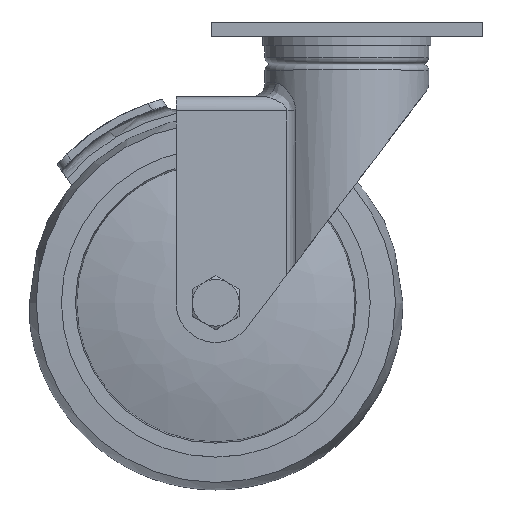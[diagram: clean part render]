
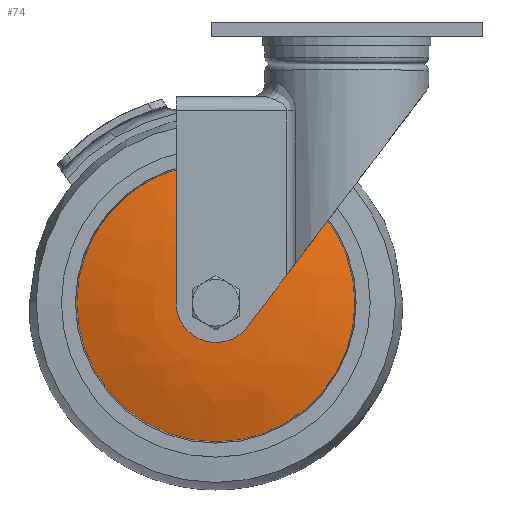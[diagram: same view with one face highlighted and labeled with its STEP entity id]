
A CAD part, top view. The second image highlights one B-rep face of the part: STEP entity #74.
In plain terms, the highlighted free-form (B-spline) face has degree [3, 3] with [4, 7] control points.
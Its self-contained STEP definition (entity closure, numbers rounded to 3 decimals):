
#74=ADVANCED_FACE('',(#253,#254),#255,.T.);
#253=FACE_OUTER_BOUND('',#669,.T.);
#254=FACE_OUTER_BOUND('',#670,.T.);
#255=(B_SPLINE_SURFACE(3,3,((#672,#673,#674,#675,#676,#677,#678),(#679,#680,#681,#682,#683,#684,#685),(#686,#687,#688,#689,#690,#691,#692),(#693,#694,#695,#696,#697,#698,#699)),.UNSPECIFIED.,.F.,.T.,.F.)B_SPLINE_SURFACE_WITH_KNOTS((4,4),(4,3,4),(0.0,6.283),(1.253,1.412,1.571),.UNSPECIFIED.)RATIONAL_B_SPLINE_SURFACE(((1.0,0.333,0.333,1.0,0.333,0.333,1.0),(0.992,0.331,0.331,0.992,0.331,0.331,0.992),(0.992,0.331,0.331,0.992,0.331,0.331,0.992),(1.0,0.333,0.333,1.0,0.333,0.333,1.0)))BOUNDED_SURFACE()REPRESENTATION_ITEM('')GEOMETRIC_REPRESENTATION_ITEM()SURFACE());
#669=EDGE_LOOP('',(#1381));
#670=EDGE_LOOP('',(#1382));
#672=CARTESIAN_POINT('',(-33.338,31.75,353.949));
#673=CARTESIAN_POINT('',(-33.338,47.625,353.949));
#674=CARTESIAN_POINT('',(-49.213,47.625,353.949));
#675=CARTESIAN_POINT('',(-49.213,31.75,353.949));
#676=CARTESIAN_POINT('',(-49.213,15.875,353.949));
#677=CARTESIAN_POINT('',(-33.338,15.875,353.949));
#678=CARTESIAN_POINT('',(-33.338,31.75,353.949));
#679=CARTESIAN_POINT('',(-19.969,31.75,353.949));
#680=CARTESIAN_POINT('',(-19.969,74.363,353.949));
#681=CARTESIAN_POINT('',(-62.581,74.363,353.949));
#682=CARTESIAN_POINT('',(-62.581,31.75,353.949));
#683=CARTESIAN_POINT('',(-62.581,-10.863,353.949));
#684=CARTESIAN_POINT('',(-19.969,-10.863,353.949));
#685=CARTESIAN_POINT('',(-19.969,31.75,353.949));
#686=CARTESIAN_POINT('',(-6.768,31.75,351.836));
#687=CARTESIAN_POINT('',(-6.768,100.765,351.836));
#688=CARTESIAN_POINT('',(-75.782,100.765,351.836));
#689=CARTESIAN_POINT('',(-75.782,31.75,351.836));
#690=CARTESIAN_POINT('',(-75.782,-37.265,351.836));
#691=CARTESIAN_POINT('',(-6.768,-37.265,351.836));
#692=CARTESIAN_POINT('',(-6.768,31.75,351.836));
#693=CARTESIAN_POINT('',(5.933,31.75,347.663));
#694=CARTESIAN_POINT('',(5.933,126.167,347.663));
#695=CARTESIAN_POINT('',(-88.483,126.167,347.663));
#696=CARTESIAN_POINT('',(-88.483,31.75,347.663));
#697=CARTESIAN_POINT('',(-88.483,-62.667,347.663));
#698=CARTESIAN_POINT('',(5.933,-62.667,347.663));
#699=CARTESIAN_POINT('',(5.933,31.75,347.663));
#1381=ORIENTED_EDGE('',*,*,#2522,.F.);
#1382=ORIENTED_EDGE('',*,*,#2529,.T.);
#2522=EDGE_CURVE('',#2897,#2897,#2898,.T.);
#2529=EDGE_CURVE('',#2911,#2911,#2912,.T.);
#2897=VERTEX_POINT('',#3515);
#2898=CIRCLE('',#3516,7.938);
#2911=VERTEX_POINT('',#3529);
#2912=CIRCLE('',#3530,47.208);
#3515=CARTESIAN_POINT('',(-33.338,31.75,353.949));
#3516=AXIS2_PLACEMENT_3D('',#5213,#5214,#5215);
#3529=CARTESIAN_POINT('',(5.933,31.75,347.663));
#3530=AXIS2_PLACEMENT_3D('',#5234,#5235,#5236);
#5213=CARTESIAN_POINT('',(-41.275,31.75,353.949));
#5214=DIRECTION('',(0.0,-0.0,1.0));
#5215=DIRECTION('',(1.0,0.0,0.0));
#5234=CARTESIAN_POINT('',(-41.275,31.75,347.663));
#5235=DIRECTION('',(0.0,-0.0,1.0));
#5236=DIRECTION('',(1.0,0.0,0.0));
